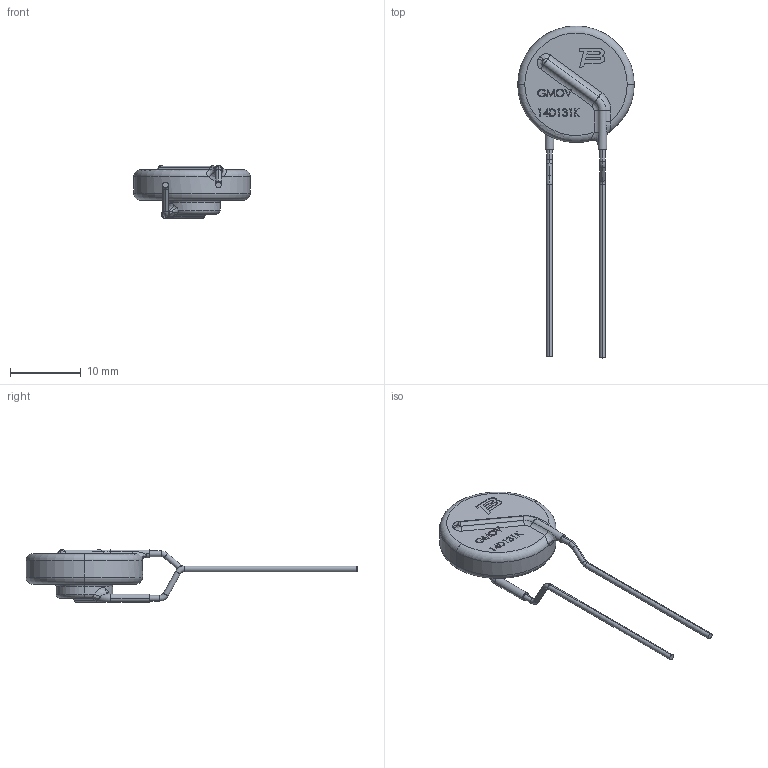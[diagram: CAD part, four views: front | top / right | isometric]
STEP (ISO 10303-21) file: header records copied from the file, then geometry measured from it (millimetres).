
FILE_DESCRIPTION (( 'STEP AP214' ), '1' );
FILE_NAME ('GMOV 14D.STP', '2025-11-14T03:43:31', ( '' ), ( '' ), 'SwSTEP 2.0', 'SolidWorks 2021', '' );
FILE_SCHEMA (( 'AUTOMOTIVE_DESIGN' ));
Length unit declared in the file: millimetre
Products named in the file (1): GMOV 14D
Bounding box: 16.5 x 47 x 7.5 mm (x, y, z)
Volume: 1052.6 mm3; surface area: 854.5 mm2
Topology: 3 solids, 3 shells, 229 faces, 575 edges, 369 vertices
Faces by surface type: plane 115, bspline 62, cylinder 28, torus 24
Entity records: 11051 total; most frequent: CARTESIAN_POINT 5901, ORIENTED_EDGE 1150, DIRECTION 875, EDGE_CURVE 575, VERTEX_POINT 369, LINE 345, VECTOR 345, AXIS2_PLACEMENT_3D 265
